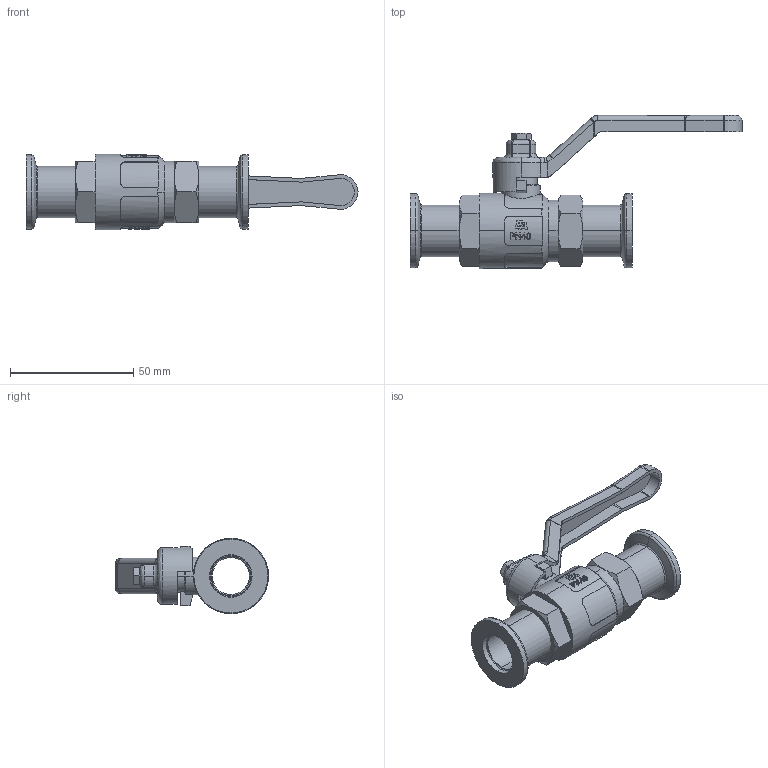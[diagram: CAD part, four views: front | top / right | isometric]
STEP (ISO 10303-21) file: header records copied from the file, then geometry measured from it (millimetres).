
FILE_DESCRIPTION (( 'STEP AP214' ), '1' );
FILE_NAME ('140VKZ016.stp', '2017-05-09T09:12:20', ( '' ), ( '' ), 'SwSTEP 2.0', 'SolidWorks 2015', '' );
FILE_SCHEMA (( 'AUTOMOTIVE_DESIGN' ));
Length unit declared in the file: millimetre
Products named in the file (1): 140VKZ016
Bounding box: 134.5 x 62 x 30.5 mm (x, y, z)
Volume: 37774.4 mm3; surface area: 24802.8 mm2
Topology: 5 solids, 5 shells, 489 faces, 1235 edges, 776 vertices
Faces by surface type: plane 206, cylinder 142, bspline 77, cone 47, torus 17
Entity records: 22875 total; most frequent: CARTESIAN_POINT 6535, ORIENTED_EDGE 2454, DIRECTION 1979, EDGE_CURVE 1227, VERTEX_POINT 776, AXIS2_PLACEMENT_3D 708, LINE 563, VECTOR 563
